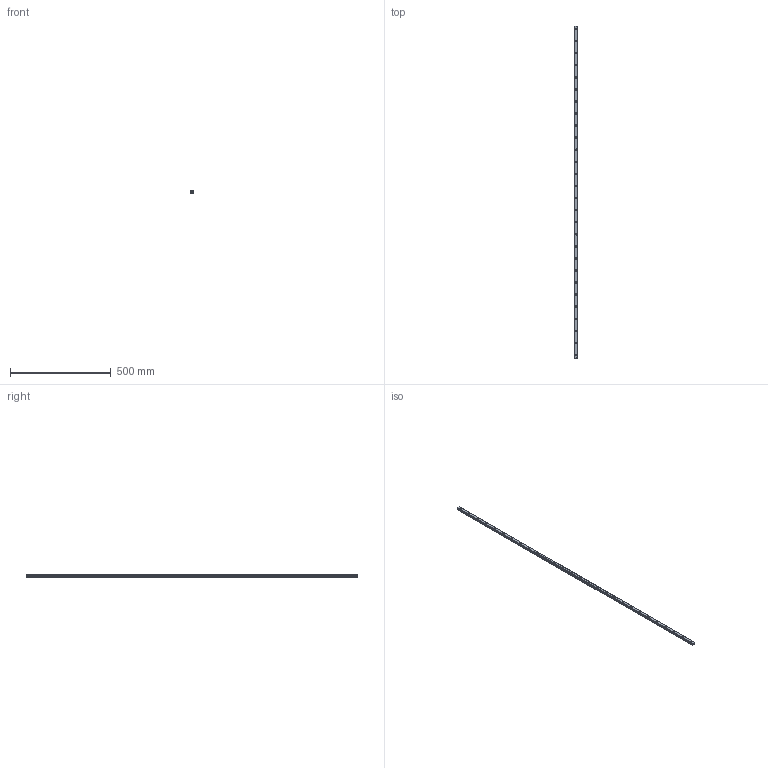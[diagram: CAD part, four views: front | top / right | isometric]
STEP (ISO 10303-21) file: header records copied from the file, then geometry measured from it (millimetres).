
FILE_DESCRIPTION(('STEP AP214'),'1');
FILE_NAME('cctmp_2586AF08-57D9-4BA5-B2FE-731EC1D28630_2021_02_02_12_26_31_0455..stp','2021-02-02T11:26:31',('HIWIN GmbH'),('CADClick - www.CADClick.com'),'Spatial InterOp 3D',' ','unknown authorization');
FILE_SCHEMA(('AUTOMOTIVE_DESIGN'));
Length unit declared in the file: millimetre
Products named in the file (1): EGR15U1650C_FILE
Bounding box: 15 x 1650 x 12.5 mm (x, y, z)
Volume: 262685.6 mm3; surface area: 100757.5 mm2
Topology: 1 solids, 1 shells, 383 faces, 963 edges, 642 vertices
Faces by surface type: plane 197, cylinder 186
Entity records: 14789 total; most frequent: DIRECTION 2215, CARTESIAN_POINT 1989, ORIENTED_EDGE 1926, EDGE_CURVE 963, AXIS2_PLACEMENT_3D 868, VERTEX_POINT 642, LINE 479, VECTOR 479
